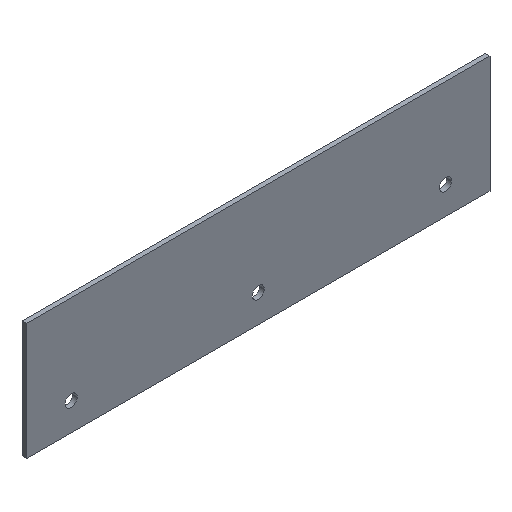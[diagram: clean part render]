
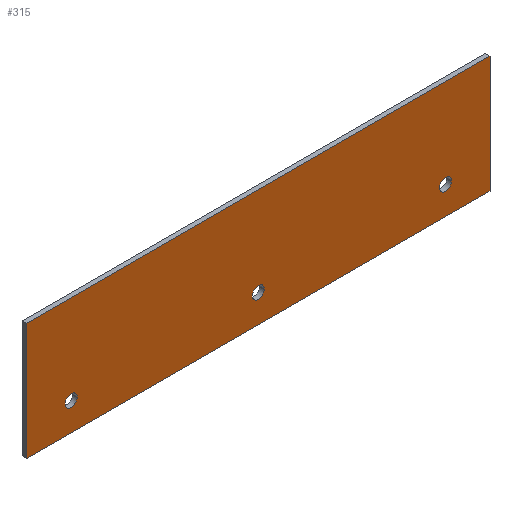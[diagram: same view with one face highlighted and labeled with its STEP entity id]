
A CAD part, isometric view. The second image highlights one B-rep face of the part: STEP entity #315.
In plain terms, the highlighted planar face has unit normal (0, -1, 0).
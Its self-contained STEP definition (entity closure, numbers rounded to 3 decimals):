
#42=CARTESIAN_POINT('Vertex',(77.45,0.,-8.)) ;
#56=CARTESIAN_POINT('Vertex',(82.55,0.,-8.)) ;
#59=CARTESIAN_POINT('Axis2P3D Location',(80.,0.,-8.)) ;
#76=CARTESIAN_POINT('Axis2P3D Location',(80.,0.,-8.)) ;
#177=CARTESIAN_POINT('Vertex',(-99.,0.,30.)) ;
#180=CARTESIAN_POINT('Line Origine',(0.,0.,30.)) ;
#184=CARTESIAN_POINT('Vertex',(99.,0.,30.)) ;
#204=CARTESIAN_POINT('Line Origine',(99.,0.,5.)) ;
#208=CARTESIAN_POINT('Vertex',(99.,0.,-20.)) ;
#228=CARTESIAN_POINT('Line Origine',(0.,0.,-20.)) ;
#232=CARTESIAN_POINT('Vertex',(-99.,0.,-20.)) ;
#252=CARTESIAN_POINT('Line Origine',(-99.,0.,5.)) ;
#264=CARTESIAN_POINT('Axis2P3D Location',(0.,0.,0.)) ;
#279=CARTESIAN_POINT('Axis2P3D Location',(0.,0.,-8.)) ;
#283=CARTESIAN_POINT('Vertex',(2.55,0.,-8.)) ;
#285=CARTESIAN_POINT('Vertex',(-2.55,0.,-8.)) ;
#288=CARTESIAN_POINT('Axis2P3D Location',(0.,0.,-8.)) ;
#297=CARTESIAN_POINT('Axis2P3D Location',(-80.,0.,-8.)) ;
#301=CARTESIAN_POINT('Vertex',(-77.45,0.,-8.)) ;
#303=CARTESIAN_POINT('Vertex',(-82.55,0.,-8.)) ;
#306=CARTESIAN_POINT('Axis2P3D Location',(-80.,0.,-8.)) ;
#182=VECTOR('Line Direction',#181,1.) ;
#206=VECTOR('Line Direction',#205,1.) ;
#230=VECTOR('Line Direction',#229,1.) ;
#254=VECTOR('Line Direction',#253,1.) ;
#60=DIRECTION('Axis2P3D Direction',(-0.,1.,0.)) ;
#77=DIRECTION('Axis2P3D Direction',(-0.,1.,0.)) ;
#181=DIRECTION('Vector Direction',(-1.,0.,0.)) ;
#205=DIRECTION('Vector Direction',(0.,0.,1.)) ;
#229=DIRECTION('Vector Direction',(1.,0.,0.)) ;
#253=DIRECTION('Vector Direction',(0.,0.,-1.)) ;
#265=DIRECTION('Axis2P3D Direction',(0.,1.,-0.)) ;
#266=DIRECTION('Axis2P3D XDirection',(-1.,0.,0.)) ;
#280=DIRECTION('Axis2P3D Direction',(0.,1.,-0.)) ;
#289=DIRECTION('Axis2P3D Direction',(0.,1.,-0.)) ;
#298=DIRECTION('Axis2P3D Direction',(0.,1.,-0.)) ;
#307=DIRECTION('Axis2P3D Direction',(0.,1.,-0.)) ;
#61=AXIS2_PLACEMENT_3D('Circle Axis2P3D',#59,#60,$) ;
#78=AXIS2_PLACEMENT_3D('Circle Axis2P3D',#76,#77,$) ;
#267=AXIS2_PLACEMENT_3D('Plane Axis2P3D',#264,#265,#266) ;
#281=AXIS2_PLACEMENT_3D('Circle Axis2P3D',#279,#280,$) ;
#290=AXIS2_PLACEMENT_3D('Circle Axis2P3D',#288,#289,$) ;
#299=AXIS2_PLACEMENT_3D('Circle Axis2P3D',#297,#298,$) ;
#308=AXIS2_PLACEMENT_3D('Circle Axis2P3D',#306,#307,$) ;
#183=LINE('Line',#180,#182) ;
#207=LINE('Line',#204,#206) ;
#231=LINE('Line',#228,#230) ;
#255=LINE('Line',#252,#254) ;
#62=CIRCLE('generated circle',#61,2.55) ;
#79=CIRCLE('generated circle',#78,2.55) ;
#282=CIRCLE('generated circle',#281,2.55) ;
#291=CIRCLE('generated circle',#290,2.55) ;
#300=CIRCLE('generated circle',#299,2.55) ;
#309=CIRCLE('generated circle',#308,2.55) ;
#268=PLANE('',#267) ;
#278=FACE_BOUND('',#275,.T.) ;
#296=FACE_BOUND('',#293,.T.) ;
#314=FACE_BOUND('',#311,.T.) ;
#63=EDGE_CURVE('',#43,#57,#62,.T.) ;
#80=EDGE_CURVE('',#57,#43,#79,.T.) ;
#186=EDGE_CURVE('',#178,#185,#183,.F.) ;
#210=EDGE_CURVE('',#185,#209,#207,.F.) ;
#234=EDGE_CURVE('',#209,#233,#231,.F.) ;
#256=EDGE_CURVE('',#233,#178,#255,.F.) ;
#287=EDGE_CURVE('',#284,#286,#282,.T.) ;
#292=EDGE_CURVE('',#286,#284,#291,.T.) ;
#305=EDGE_CURVE('',#302,#304,#300,.T.) ;
#310=EDGE_CURVE('',#304,#302,#309,.T.) ;
#269=EDGE_LOOP('',(#270,#271,#272,#273)) ;
#275=EDGE_LOOP('',(#276,#277)) ;
#293=EDGE_LOOP('',(#294,#295)) ;
#311=EDGE_LOOP('',(#312,#313)) ;
#270=ORIENTED_EDGE('',*,*,#256,.F.) ;
#271=ORIENTED_EDGE('',*,*,#234,.F.) ;
#272=ORIENTED_EDGE('',*,*,#210,.F.) ;
#273=ORIENTED_EDGE('',*,*,#186,.F.) ;
#276=ORIENTED_EDGE('',*,*,#63,.T.) ;
#277=ORIENTED_EDGE('',*,*,#80,.T.) ;
#294=ORIENTED_EDGE('',*,*,#287,.T.) ;
#295=ORIENTED_EDGE('',*,*,#292,.T.) ;
#312=ORIENTED_EDGE('',*,*,#305,.T.) ;
#313=ORIENTED_EDGE('',*,*,#310,.T.) ;
#43=VERTEX_POINT('',#42) ;
#57=VERTEX_POINT('',#56) ;
#178=VERTEX_POINT('',#177) ;
#185=VERTEX_POINT('',#184) ;
#209=VERTEX_POINT('',#208) ;
#233=VERTEX_POINT('',#232) ;
#284=VERTEX_POINT('',#283) ;
#286=VERTEX_POINT('',#285) ;
#302=VERTEX_POINT('',#301) ;
#304=VERTEX_POINT('',#303) ;
#315=ADVANCED_FACE('Corps principal',(#274,#278,#296,#314),#268,.F.) ;
#274=FACE_OUTER_BOUND('',#269,.T.) ;
